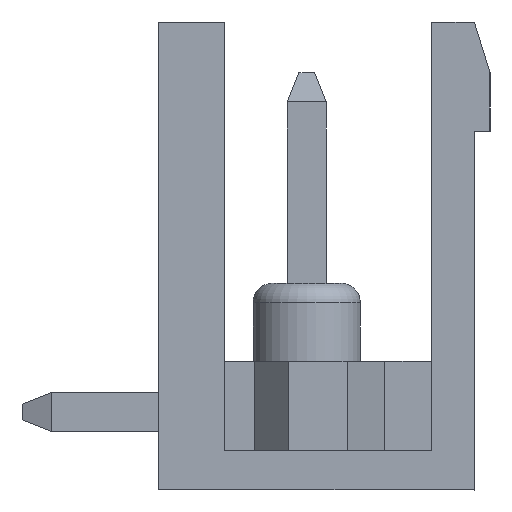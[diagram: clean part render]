
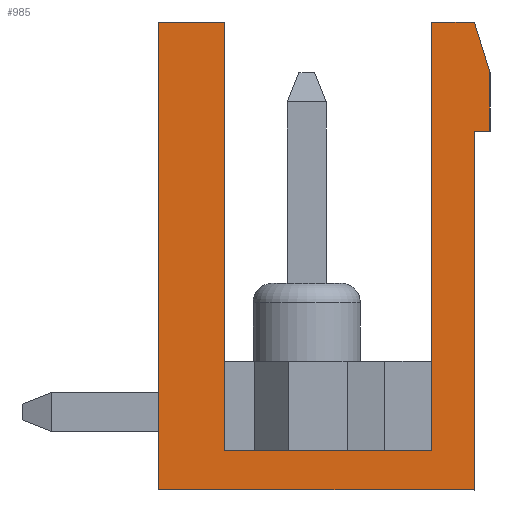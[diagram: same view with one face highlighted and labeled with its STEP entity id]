
A CAD part, left-side view. The second image highlights one B-rep face of the part: STEP entity #985.
In plain terms, the highlighted planar face has unit normal (-1, 0, 0).
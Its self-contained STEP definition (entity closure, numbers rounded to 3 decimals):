
#985 = ADVANCED_FACE( '', ( #2042 ), #2043, .F. );
#2042 = FACE_OUTER_BOUND( '', #3182, .T. );
#2043 = PLANE( '', #3183 );
#3182 = EDGE_LOOP( '', ( #5822, #5823, #5824, #5825, #5826, #5827, #5828, #5829, #5830, #5831, #5832 ) );
#3183 = AXIS2_PLACEMENT_3D( '', #5833, #5834, #5835 );
#5822 = ORIENTED_EDGE( '', *, *, #8162, .T. );
#5823 = ORIENTED_EDGE( '', *, *, #7652, .F. );
#5824 = ORIENTED_EDGE( '', *, *, #8163, .F. );
#5825 = ORIENTED_EDGE( '', *, *, #7679, .F. );
#5826 = ORIENTED_EDGE( '', *, *, #7942, .T. );
#5827 = ORIENTED_EDGE( '', *, *, #8164, .F. );
#5828 = ORIENTED_EDGE( '', *, *, #7412, .F. );
#5829 = ORIENTED_EDGE( '', *, *, #8165, .F. );
#5830 = ORIENTED_EDGE( '', *, *, #7864, .T. );
#5831 = ORIENTED_EDGE( '', *, *, #8100, .T. );
#5832 = ORIENTED_EDGE( '', *, *, #8166, .F. );
#5833 = CARTESIAN_POINT( '', ( -25.4, 0., 0. ) );
#5834 = DIRECTION( '', ( 1., 0., 0. ) );
#5835 = DIRECTION( '', ( 0., 0., -1. ) );
#7412 = EDGE_CURVE( '', #9078, #9079, #9080, .T. );
#7652 = EDGE_CURVE( '', #9482, #9483, #9484, .T. );
#7679 = EDGE_CURVE( '', #9529, #9514, #9531, .T. );
#7864 = EDGE_CURVE( '', #9803, #9804, #9805, .T. );
#7942 = EDGE_CURVE( '', #9529, #9905, #9907, .T. );
#8100 = EDGE_CURVE( '', #9804, #10108, #10109, .T. );
#8162 = EDGE_CURVE( '', #10184, #9483, #10185, .T. );
#8163 = EDGE_CURVE( '', #9514, #9482, #10186, .T. );
#8164 = EDGE_CURVE( '', #9079, #9905, #10187, .T. );
#8165 = EDGE_CURVE( '', #9803, #9078, #10188, .T. );
#8166 = EDGE_CURVE( '', #10184, #10108, #10189, .T. );
#9078 = VERTEX_POINT( '', #11410 );
#9079 = VERTEX_POINT( '', #11411 );
#9080 = LINE( '', #11412, #11413 );
#9482 = VERTEX_POINT( '', #12013 );
#9483 = VERTEX_POINT( '', #12014 );
#9484 = LINE( '', #12015, #12016 );
#9514 = VERTEX_POINT( '', #12060 );
#9529 = VERTEX_POINT( '', #12081 );
#9531 = LINE( '', #12084, #12085 );
#9803 = VERTEX_POINT( '', #12480 );
#9804 = VERTEX_POINT( '', #12481 );
#9805 = LINE( '', #12482, #12483 );
#9905 = VERTEX_POINT( '', #12630 );
#9907 = LINE( '', #12633, #12634 );
#10108 = VERTEX_POINT( '', #12941 );
#10109 = LINE( '', #12942, #12943 );
#10184 = VERTEX_POINT( '', #13054 );
#10185 = LINE( '', #13055, #13056 );
#10186 = LINE( '', #13057, #13058 );
#10187 = LINE( '', #13059, #13060 );
#10188 = LINE( '', #13061, #13062 );
#10189 = LINE( '', #13063, #13064 );
#11410 = CARTESIAN_POINT( '', ( -25.4, 4.05, -6. ) );
#11411 = CARTESIAN_POINT( '', ( -25.4, 4.05, 6. ) );
#11412 = CARTESIAN_POINT( '', ( -25.4, 4.05, -6. ) );
#11413 = VECTOR( '', #13844, 1000. );
#12013 = CARTESIAN_POINT( '', ( -25.4, -2.95, 6. ) );
#12014 = CARTESIAN_POINT( '', ( -25.4, -4.05, 6. ) );
#12015 = CARTESIAN_POINT( '', ( -25.4, 4.05, 6. ) );
#12016 = VECTOR( '', #14073, 1000. );
#12060 = CARTESIAN_POINT( '', ( -25.4, -2.95, -5. ) );
#12081 = CARTESIAN_POINT( '', ( -25.4, 2.35, -5. ) );
#12084 = CARTESIAN_POINT( '', ( -25.4, 2.35, -5. ) );
#12085 = VECTOR( '', #14098, 1000. );
#12480 = CARTESIAN_POINT( '', ( -25.4, -4.05, -6. ) );
#12481 = CARTESIAN_POINT( '', ( -25.4, -4.05, 3.2 ) );
#12482 = CARTESIAN_POINT( '', ( -25.4, -4.05, -6. ) );
#12483 = VECTOR( '', #14270, 1000. );
#12630 = CARTESIAN_POINT( '', ( -25.4, 2.35, 6. ) );
#12633 = CARTESIAN_POINT( '', ( -25.4, 2.35, -5. ) );
#12634 = VECTOR( '', #14334, 1000. );
#12941 = CARTESIAN_POINT( '', ( -25.4, -4.45, 3.2 ) );
#12942 = CARTESIAN_POINT( '', ( -25.4, -4.05, 3.2 ) );
#12943 = VECTOR( '', #14447, 1000. );
#13054 = CARTESIAN_POINT( '', ( -25.4, -4.45, 4.7 ) );
#13055 = CARTESIAN_POINT( '', ( -25.4, -4.45, 4.7 ) );
#13056 = VECTOR( '', #14487, 1000. );
#13057 = CARTESIAN_POINT( '', ( -25.4, -2.95, -5. ) );
#13058 = VECTOR( '', #14488, 1000. );
#13059 = CARTESIAN_POINT( '', ( -25.4, 4.05, 6. ) );
#13060 = VECTOR( '', #14489, 1000. );
#13061 = CARTESIAN_POINT( '', ( -25.4, -4.45, -6. ) );
#13062 = VECTOR( '', #14490, 1000. );
#13063 = CARTESIAN_POINT( '', ( -25.4, -4.45, 6. ) );
#13064 = VECTOR( '', #14491, 1000. );
#13844 = DIRECTION( '', ( 0., 0., 1. ) );
#14073 = DIRECTION( '', ( 0., -1., 0. ) );
#14098 = DIRECTION( '', ( 0., -1., 0. ) );
#14270 = DIRECTION( '', ( 0., 0., 1. ) );
#14334 = DIRECTION( '', ( 0., 0., 1. ) );
#14447 = DIRECTION( '', ( 0., -1., 0. ) );
#14487 = DIRECTION( '', ( 0., 0.294, 0.956 ) );
#14488 = DIRECTION( '', ( 0., 0., 1. ) );
#14489 = DIRECTION( '', ( 0., -1., 0. ) );
#14490 = DIRECTION( '', ( 0., 1., 0. ) );
#14491 = DIRECTION( '', ( 0., 0., -1. ) );
